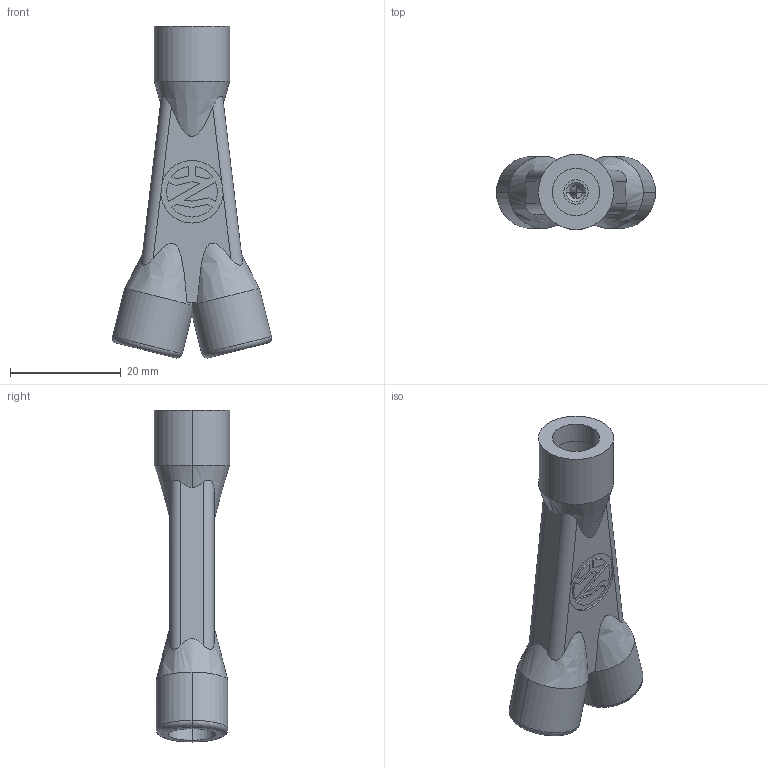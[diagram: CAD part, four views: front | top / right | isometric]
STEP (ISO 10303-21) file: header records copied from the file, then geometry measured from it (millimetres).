
FILE_DESCRIPTION (( 'STEP AP214' ), '1' );
FILE_NAME ('FCH_V3.STEP', '2020-01-21T06:28:37', ( '' ), ( '' ), 'SwSTEP 2.0', 'SolidWorks 2017', '' );
FILE_SCHEMA (( 'AUTOMOTIVE_DESIGN' ));
Length unit declared in the file: millimetre
Products named in the file (1): FCH_V3
Bounding box: 28.8 x 13.6 x 60.09 mm (x, y, z)
Volume: 7370.1 mm3; surface area: 4716.2 mm2
Topology: 1 solids, 1 shells, 153 faces, 387 edges, 254 vertices
Faces by surface type: plane 74, cylinder 51, bspline 16, cone 8, torus 4
Entity records: 5405 total; most frequent: CARTESIAN_POINT 1833, ORIENTED_EDGE 774, DIRECTION 693, EDGE_CURVE 387, VERTEX_POINT 254, AXIS2_PLACEMENT_3D 252, LINE 189, VECTOR 189
